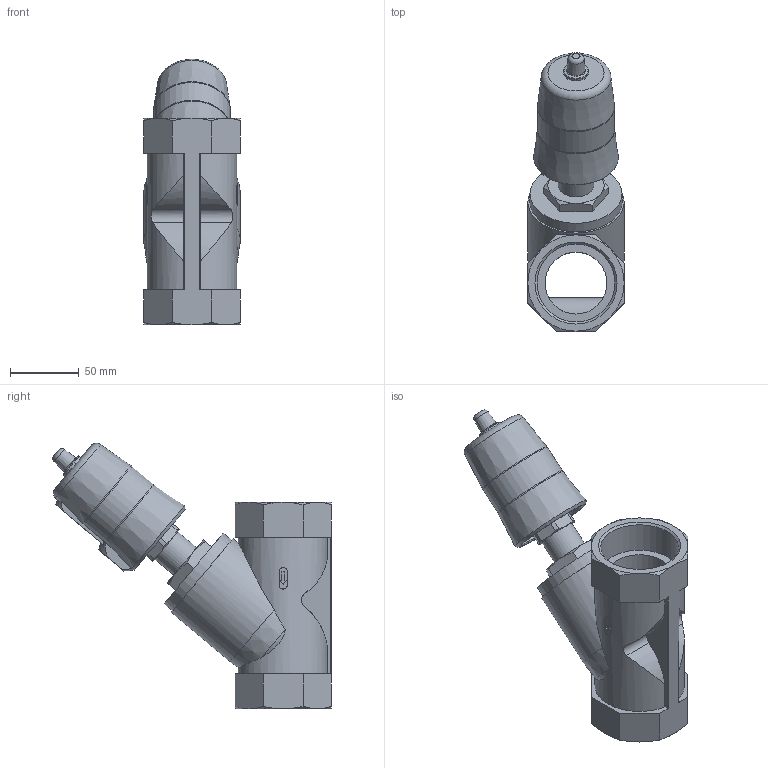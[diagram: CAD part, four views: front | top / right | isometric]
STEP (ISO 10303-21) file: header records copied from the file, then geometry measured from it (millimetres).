
FILE_DESCRIPTION(/* description */ ('STEP AP214'),/* implementation_level */ '2;1');
FILE_NAME(/* name */ '3540145_VZXF-L-M22C-M-A-G2-450-M1-V4B2T-50-4',/* time_stamp */ '2024-09-18T12:25:49+02:00',/* author */ ('License CC BY-ND 4.0'),/* organization */ ('CADENAS'),/* preprocessor_version */ 'ST-DEVELOPER v19.3',/* originating_system */ 'PARTsolutions',/* authorisation */ ' ');
FILE_SCHEMA (('AUTOMOTIVE_DESIGN {1 0 10303 214 3 1 1}'));
Length unit declared in the file: millimetre
Products named in the file (2): 3540145 VZXF-L-M22C-M-A-G2-450-M1-V4B2T-50-4; 1001805 VZXF-L-M22C-M-A-G2-450-V4B2T-50-4---(V)
Assembly tree (1 placements, depth 2):
  3540145 VZXF-L-M22C-M-A-G2-450-M1-V4B2T-50-4
    1001805 VZXF-L-M22C-M-A-G2-450-V4B2T-50-4---(V)
Bounding box: 70 x 202.52 x 192.99 mm (x, y, z)
Volume: 668157.8 mm3; surface area: 96387.1 mm2
Topology: 1 solids, 1 shells, 158 faces, 383 edges, 243 vertices
Faces by surface type: plane 78, cone 42, cylinder 32, torus 6
Full cylindrical faces by diameter (mm): 8.566 x1, 18.2 x1, 26 x1, 45 x1, 51.7 x1, 56.656 x2, 67 x1, 70 x1
Entity records: 4772 total; most frequent: CARTESIAN_POINT 1229, ORIENTED_EDGE 716, DIRECTION 692, EDGE_CURVE 358, AXIS2_PLACEMENT_3D 271, VERTEX_POINT 239, EDGE_LOOP 197, FACE_BOUND 197
